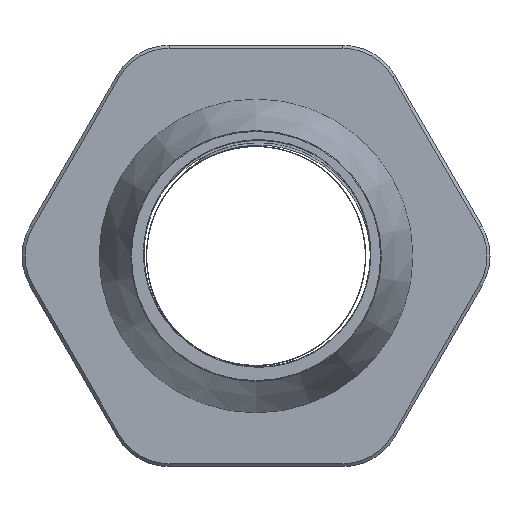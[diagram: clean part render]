
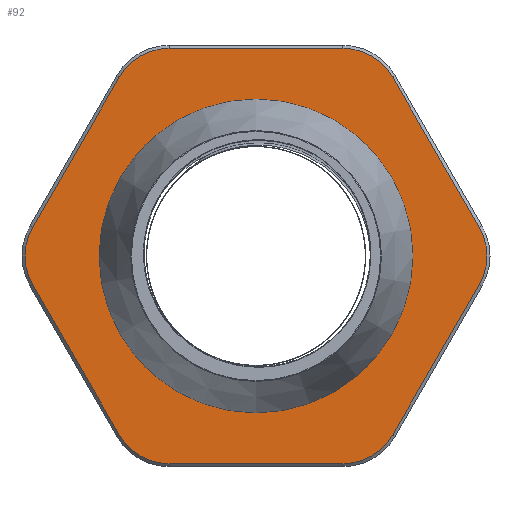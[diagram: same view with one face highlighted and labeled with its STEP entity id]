
A CAD part, front view. The second image highlights one B-rep face of the part: STEP entity #92.
In plain terms, the highlighted planar face has unit normal (0, -1, 0).
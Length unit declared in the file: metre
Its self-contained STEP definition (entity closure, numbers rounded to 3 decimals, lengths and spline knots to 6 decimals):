
#92 = ADVANCED_FACE( '', ( #215, #216 ), #217, .F. );
#215 = FACE_OUTER_BOUND( '', #371, .T. );
#216 = FACE_BOUND( '', #372, .T. );
#217 = PLANE( '', #373 );
#371 = EDGE_LOOP( '', ( #1092, #1093, #1094, #1095, #1096, #1097, #1098, #1099, #1100, #1101, #1102, #1103 ) );
#372 = EDGE_LOOP( '', ( #1104 ) );
#373 = AXIS2_PLACEMENT_3D( '', #1105, #1106, #1107 );
#1092 = ORIENTED_EDGE( '', *, *, #4529, .T. );
#1093 = ORIENTED_EDGE( '', *, *, #4547, .T. );
#1094 = ORIENTED_EDGE( '', *, *, #4548, .T. );
#1095 = ORIENTED_EDGE( '', *, *, #4549, .T. );
#1096 = ORIENTED_EDGE( '', *, *, #4550, .T. );
#1097 = ORIENTED_EDGE( '', *, *, #4551, .T. );
#1098 = ORIENTED_EDGE( '', *, *, #4552, .T. );
#1099 = ORIENTED_EDGE( '', *, *, #4512, .T. );
#1100 = ORIENTED_EDGE( '', *, *, #4553, .T. );
#1101 = ORIENTED_EDGE( '', *, *, #4524, .T. );
#1102 = ORIENTED_EDGE( '', *, *, #4545, .T. );
#1103 = ORIENTED_EDGE( '', *, *, #4554, .T. );
#1104 = ORIENTED_EDGE( '', *, *, #4555, .F. );
#1105 = CARTESIAN_POINT( '', ( 0.041, 0.033, 0.085 ) );
#1106 = DIRECTION( '', ( 0., 1., 0. ) );
#1107 = DIRECTION( '', ( -1., 0., 0. ) );
#4512 = EDGE_CURVE( '', #4679, #4676, #4680, .F. );
#4524 = EDGE_CURVE( '', #4694, #4699, #4701, .F. );
#4529 = EDGE_CURVE( '', #4703, #4708, #4710, .T. );
#4545 = EDGE_CURVE( '', #4699, #4730, #4732, .T. );
#4547 = EDGE_CURVE( '', #4708, #4734, #4735, .F. );
#4548 = EDGE_CURVE( '', #4734, #4736, #4737, .T. );
#4549 = EDGE_CURVE( '', #4736, #4738, #4739, .F. );
#4550 = EDGE_CURVE( '', #4738, #4740, #4741, .T. );
#4551 = EDGE_CURVE( '', #4740, #4742, #4743, .F. );
#4552 = EDGE_CURVE( '', #4742, #4679, #4744, .T. );
#4553 = EDGE_CURVE( '', #4676, #4694, #4745, .T. );
#4554 = EDGE_CURVE( '', #4730, #4703, #4746, .F. );
#4555 = EDGE_CURVE( '', #4747, #4747, #4748, .F. );
#4676 = VERTEX_POINT( '', #4907 );
#4679 = VERTEX_POINT( '', #4911 );
#4680 = CIRCLE( '', #4912, 0.0095 );
#4694 = VERTEX_POINT( '', #4931 );
#4699 = VERTEX_POINT( '', #4937 );
#4701 = CIRCLE( '', #4940, 0.0095 );
#4703 = VERTEX_POINT( '', #4942 );
#4708 = VERTEX_POINT( '', #4949 );
#4710 = LINE( '', #4952, #4953 );
#4730 = VERTEX_POINT( '', #4981 );
#4732 = LINE( '', #4984, #4985 );
#4734 = VERTEX_POINT( '', #4987 );
#4735 = CIRCLE( '', #4988, 0.0095 );
#4736 = VERTEX_POINT( '', #4989 );
#4737 = LINE( '', #4990, #4991 );
#4738 = VERTEX_POINT( '', #4992 );
#4739 = CIRCLE( '', #4993, 0.0095 );
#4740 = VERTEX_POINT( '', #4994 );
#4741 = LINE( '', #4995, #4996 );
#4742 = VERTEX_POINT( '', #4997 );
#4743 = CIRCLE( '', #4998, 0.0095 );
#4744 = LINE( '', #4999, #5000 );
#4745 = LINE( '', #5001, #5002 );
#4746 = CIRCLE( '', #5003, 0.0095 );
#4747 = VERTEX_POINT( '', #5004 );
#4748 = CIRCLE( '', #5005, 0.026059 );
#4907 = CARTESIAN_POINT( '', ( 0.055434, 0.033, 0.1195 ) );
#4911 = CARTESIAN_POINT( '', ( 0.063661, 0.033, 0.11475 ) );
#4912 = AXIS2_PLACEMENT_3D( '', #7578, #7579, #7580 );
#4931 = CARTESIAN_POINT( '', ( 0.026566, 0.033, 0.1195 ) );
#4937 = CARTESIAN_POINT( '', ( 0.018339, 0.033, 0.11475 ) );
#4940 = AXIS2_PLACEMENT_3D( '', #7594, #7595, #7596 );
#4942 = CARTESIAN_POINT( '', ( 0.003905, 0.033, 0.08025 ) );
#4949 = CARTESIAN_POINT( '', ( 0.018339, 0.033, 0.05525 ) );
#4952 = CARTESIAN_POINT( '', ( 0.011122, 0.033, 0.06775 ) );
#4953 = VECTOR( '', #7600, 1. );
#4981 = CARTESIAN_POINT( '', ( 0.003905, 0.033, 0.08975 ) );
#4984 = CARTESIAN_POINT( '', ( 0.011122, 0.033, 0.10225 ) );
#4985 = VECTOR( '', #7616, 1. );
#4987 = CARTESIAN_POINT( '', ( 0.026566, 0.033, 0.0505 ) );
#4988 = AXIS2_PLACEMENT_3D( '', #7617, #7618, #7619 );
#4989 = CARTESIAN_POINT( '', ( 0.055434, 0.033, 0.0505 ) );
#4990 = CARTESIAN_POINT( '', ( 0.041, 0.033, 0.0505 ) );
#4991 = VECTOR( '', #7620, 1. );
#4992 = CARTESIAN_POINT( '', ( 0.063661, 0.033, 0.05525 ) );
#4993 = AXIS2_PLACEMENT_3D( '', #7621, #7622, #7623 );
#4994 = CARTESIAN_POINT( '', ( 0.078095, 0.033, 0.08025 ) );
#4995 = CARTESIAN_POINT( '', ( 0.070878, 0.033, 0.06775 ) );
#4996 = VECTOR( '', #7624, 1. );
#4997 = CARTESIAN_POINT( '', ( 0.078095, 0.033, 0.08975 ) );
#4998 = AXIS2_PLACEMENT_3D( '', #7625, #7626, #7627 );
#4999 = CARTESIAN_POINT( '', ( 0.070878, 0.033, 0.10225 ) );
#5000 = VECTOR( '', #7628, 1. );
#5001 = CARTESIAN_POINT( '', ( 0.041, 0.033, 0.1195 ) );
#5002 = VECTOR( '', #7629, 1. );
#5003 = AXIS2_PLACEMENT_3D( '', #7630, #7631, #7632 );
#5004 = CARTESIAN_POINT( '', ( 0.041, 0.033, 0.111059 ) );
#5005 = AXIS2_PLACEMENT_3D( '', #7633, #7634, #7635 );
#7578 = CARTESIAN_POINT( '', ( 0.055434, 0.033, 0.11 ) );
#7579 = DIRECTION( '', ( 0., 1., 0. ) );
#7580 = DIRECTION( '', ( 0., 0., 1. ) );
#7594 = CARTESIAN_POINT( '', ( 0.026566, 0.033, 0.11 ) );
#7595 = DIRECTION( '', ( 0., 1., 0. ) );
#7596 = DIRECTION( '', ( 0., 0., 1. ) );
#7600 = DIRECTION( '', ( 0.5, 0., -0.866 ) );
#7616 = DIRECTION( '', ( -0.5, 0., -0.866 ) );
#7617 = CARTESIAN_POINT( '', ( 0.026566, 0.033, 0.06 ) );
#7618 = DIRECTION( '', ( 0., 1., 0. ) );
#7619 = DIRECTION( '', ( 0., 0., 1. ) );
#7620 = DIRECTION( '', ( 1., 0., 0. ) );
#7621 = CARTESIAN_POINT( '', ( 0.055434, 0.033, 0.06 ) );
#7622 = DIRECTION( '', ( 0., 1., 0. ) );
#7623 = DIRECTION( '', ( 0., 0., 1. ) );
#7624 = DIRECTION( '', ( 0.5, 0., 0.866 ) );
#7625 = CARTESIAN_POINT( '', ( 0.069868, 0.033, 0.085 ) );
#7626 = DIRECTION( '', ( 0., 1., 0. ) );
#7627 = DIRECTION( '', ( 0., 0., 1. ) );
#7628 = DIRECTION( '', ( -0.5, 0., 0.866 ) );
#7629 = DIRECTION( '', ( -1., 0., 0. ) );
#7630 = CARTESIAN_POINT( '', ( 0.012132, 0.033, 0.085 ) );
#7631 = DIRECTION( '', ( 0., 1., 0. ) );
#7632 = DIRECTION( '', ( 0., 0., 1. ) );
#7633 = CARTESIAN_POINT( '', ( 0.041, 0.033, 0.085 ) );
#7634 = DIRECTION( '', ( 0., 1., 0. ) );
#7635 = DIRECTION( '', ( 0., 0., 1. ) );
